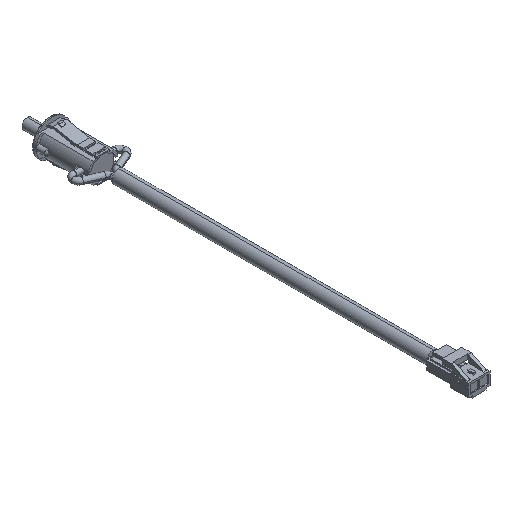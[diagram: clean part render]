
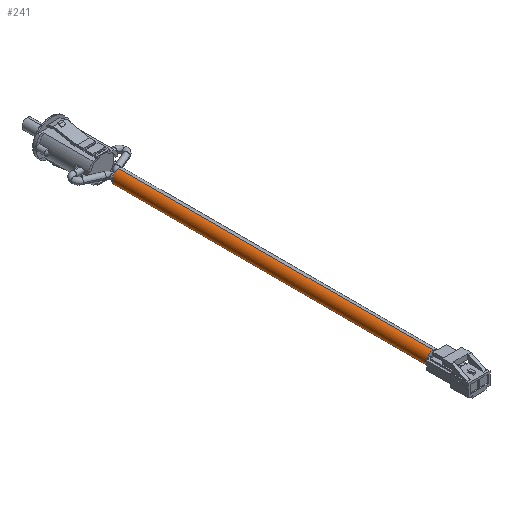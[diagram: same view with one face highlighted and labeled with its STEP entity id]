
A CAD part, isometric view. The second image highlights one B-rep face of the part: STEP entity #241.
In plain terms, the highlighted cylindrical face has radius 3.2 mm (diameter 6.4 mm), a partial arc.
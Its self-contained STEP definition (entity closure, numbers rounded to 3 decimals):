
#179 = LINE ( 'NONE', #6942, #3396 ) ;
#241 = ADVANCED_FACE ( 'NONE', ( #7893 ), #7192, .T. ) ;
#817 = CIRCLE ( 'NONE', #6919, 3.2 ) ;
#1029 = DIRECTION ( 'NONE',  ( 0., 0., 1. ) ) ;
#1460 = EDGE_CURVE ( 'NONE', #5615, #3825, #817, .T. ) ;
#1815 = ORIENTED_EDGE ( 'NONE', *, *, #1460, .T. ) ;
#2345 = CARTESIAN_POINT ( 'NONE',  ( 0., 1., 0. ) ) ;
#2381 = LINE ( 'NONE', #7581, #5544 ) ;
#2456 = EDGE_CURVE ( 'NONE', #5197, #6703, #4256, .T. ) ;
#2728 = ORIENTED_EDGE ( 'NONE', *, *, #5453, .F. ) ;
#2749 = ORIENTED_EDGE ( 'NONE', *, *, #8020, .T. ) ;
#2865 = EDGE_LOOP ( 'NONE', ( #2728, #3290, #2749, #1815 ) ) ;
#3290 = ORIENTED_EDGE ( 'NONE', *, *, #2456, .F. ) ;
#3396 = VECTOR ( 'NONE', #3918, 1000. ) ;
#3431 = DIRECTION ( 'NONE',  ( 0., 0., -1. ) ) ;
#3674 = DIRECTION ( 'NONE',  ( 0., 1., 0. ) ) ;
#3825 = VERTEX_POINT ( 'NONE', #4743 ) ;
#3918 = DIRECTION ( 'NONE',  ( 0., -1., 0. ) ) ;
#3969 = CARTESIAN_POINT ( 'NONE',  ( 0., 1., -3.2 ) ) ;
#4256 = CIRCLE ( 'NONE', #5979, 3.2 ) ;
#4743 = CARTESIAN_POINT ( 'NONE',  ( 0., 1., 3.2 ) ) ;
#4887 = DIRECTION ( 'NONE',  ( 0., -1., 0. ) ) ;
#5197 = VERTEX_POINT ( 'NONE', #6935 ) ;
#5453 = EDGE_CURVE ( 'NONE', #6703, #3825, #2381, .T. ) ;
#5475 = DIRECTION ( 'NONE',  ( 0., -1., 0. ) ) ;
#5544 = VECTOR ( 'NONE', #4887, 1000. ) ;
#5615 = VERTEX_POINT ( 'NONE', #3969 ) ;
#5979 = AXIS2_PLACEMENT_3D ( 'NONE', #6793, #7937, #6801 ) ;
#6703 = VERTEX_POINT ( 'NONE', #6937 ) ;
#6793 = CARTESIAN_POINT ( 'NONE',  ( 0., 151., 0. ) ) ;
#6801 = DIRECTION ( 'NONE',  ( 0., 0., 1. ) ) ;
#6919 = AXIS2_PLACEMENT_3D ( 'NONE', #2345, #3674, #1029 ) ;
#6935 = CARTESIAN_POINT ( 'NONE',  ( 0., 151., -3.2 ) ) ;
#6937 = CARTESIAN_POINT ( 'NONE',  ( 0., 151., 3.2 ) ) ;
#6942 = CARTESIAN_POINT ( 'NONE',  ( 0., 151., -3.2 ) ) ;
#7126 = AXIS2_PLACEMENT_3D ( 'NONE', #8068, #5475, #3431 ) ;
#7192 = CYLINDRICAL_SURFACE ( 'NONE', #7126, 3.2 ) ;
#7581 = CARTESIAN_POINT ( 'NONE',  ( 0., 151., 3.2 ) ) ;
#7893 = FACE_OUTER_BOUND ( 'NONE', #2865, .T. ) ;
#7937 = DIRECTION ( 'NONE',  ( 0., 1., 0. ) ) ;
#8020 = EDGE_CURVE ( 'NONE', #5197, #5615, #179, .T. ) ;
#8068 = CARTESIAN_POINT ( 'NONE',  ( 0., 151., 0. ) ) ;
